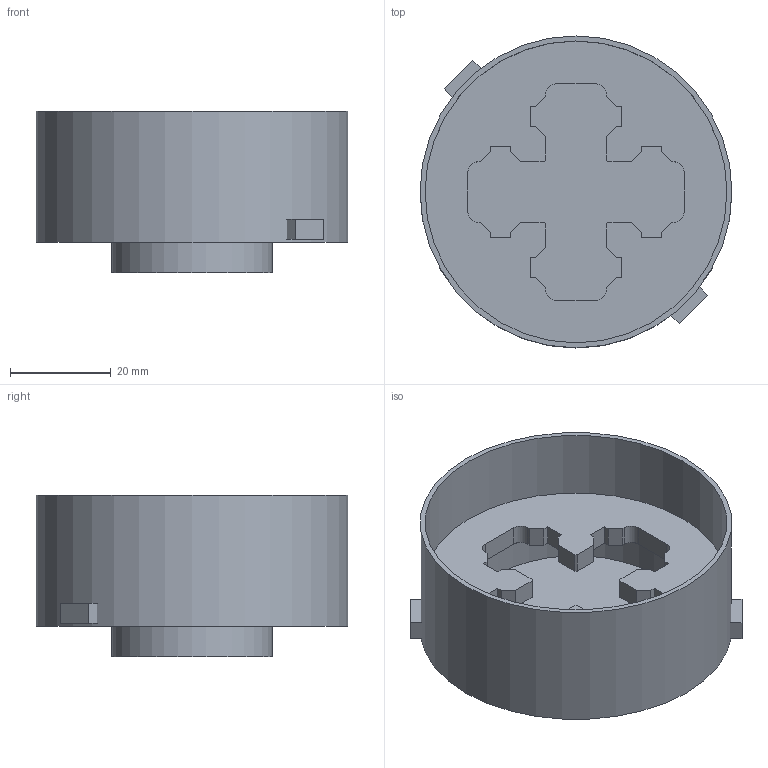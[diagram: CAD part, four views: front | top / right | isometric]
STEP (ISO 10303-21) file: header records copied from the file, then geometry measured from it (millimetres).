
FILE_DESCRIPTION(('HOOPS Exchange Step'),'2;1');
FILE_NAME('temp_export','2023-08-19T01:12:00-05:00',('mobile'),('Shapr3D Limited'),'HOOPS Exchange 2023.1','Shapr3D','Authorized');
FILE_SCHEMA( ('AUTOMOTIVE_DESIGN { 1 0 10303 214 1 1 1 1 }') );
Length unit declared in the file: millimetre
Products named in the file (3): Plugs; Compass Mount; root
Assembly tree (2 placements, depth 2):
  root
    Plugs
    Compass Mount
Bounding box: 62 x 62 x 32.12 mm (x, y, z)
Volume: 32505.1 mm3; surface area: 19701 mm2
Topology: 5 solids, 5 shells, 97 faces, 263 edges, 178 vertices
Faces by surface type: plane 84, cylinder 13
Full cylindrical faces by diameter (mm): 32 x1, 44 x2, 60 x1, 62 x1
Entity records: 3097 total; most frequent: CARTESIAN_POINT 541, ORIENTED_EDGE 526, DIRECTION 497, EDGE_CURVE 263, VECTOR 229, LINE 229, VERTEX_POINT 178, AXIS2_PLACEMENT_3D 134
